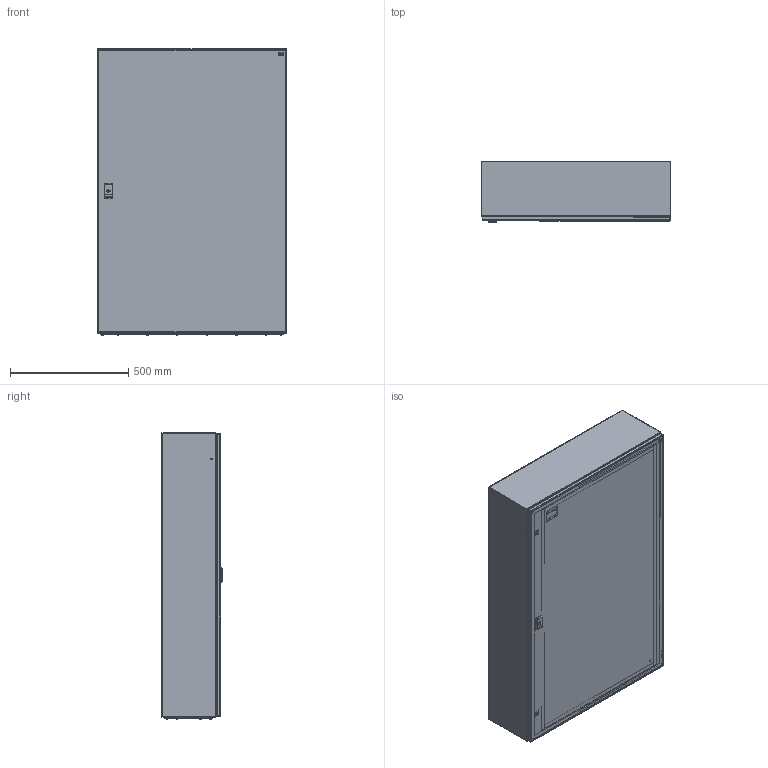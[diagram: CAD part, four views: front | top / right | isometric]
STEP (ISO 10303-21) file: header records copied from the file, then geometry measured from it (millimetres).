
FILE_DESCRIPTION((''),'2;1');
FILE_NAME('GT_120_80_25_ASM','2021-11-04T',('marketing.praksa'),('Audax d.o.o.'),'CREO PARAMETRIC BY PTC INC, 2017480','CREO PARAMETRIC BY PTC INC, 2017480','');
FILE_SCHEMA(('AUTOMOTIVE_DESIGN { 1 0 10303 214 1 1 1 1 }'));
Products named in the file (71): KOR_GT_120-80-25_1; PRZEPUST_1_2_3_4_5_6_7_8_9_1_27; ZAWIAS_1_2_3_4_5_6_7_8_9_10__16; TULEJA_1_2_3_4_5_6_7_8_9_10__16; PLYTA_1_2_3_4_5_6_7_8_9_10_1_16; NAKRETKA_M8_1_2_3_4_5_6_7_8__17; ZASLEPKA_10_7_1_2_3_4_5_6_7__17; ETI_LOGO_1_1_1_1_1_2_3_4_5_6_23; ETI_LOGO_2_1_1_1_1_2_3_4_5_6_23; ETI_LOGO_3_1_1_1_1_2_3_4_5_6_23; SCREWS_120_80_25_1_1; SCREWS_120_80_25_1_2; SCREWS_120_80_25_1_3; SCREWS_120_80_25_1_4; SCREWS_120_80_25_1_5; SCREWS_120_80_25_1_6; SCREWS_120_80_25_1_7; SCREWS_120_80_25_1_8; SCREWS_120_80_25_1_9; SCREWS_120_80_25_1_10; SCREWS_120_80_25_1_11; SCREWS_120_80_25_1_12; SCREWS_120_80_25_1_13; SCREWS_120_80_25_1_14; SCREWS_120_80_25_1_15; SCREWS_120_80_25_1_16; PRT0061_1; MANIFOLD_SOLID_BREP_55178_1; ZAWIAS_3_ST47_002_ELEMENT-55179; ZAWIAS_3_ST47_002_ELEMENT-55180; MANIFOLD_SOLID_BREP_55181_1; MANIFOLD_SOLID_BREP_55182_1; MANIFOLD_SOLID_BREP_55183_1; MANIFOLD_SOLID_BREP_55184_1; ZAWIAS_3_ST47_002_ELEMENT-55185; MANIFOLD_SOLID_BREP_55186_1; MANIFOLD_SOLID_BREP_55187_1; MANIFOLD_SOLID_BREP_55188_1; MANIFOLD_SOLID_BREP_55190_1; MANIFOLD_SOLID_BREP_55191_1_1 ...
Assembly tree (81 placements, depth 2):
  GT_120_80_25_ASM
    KOR_GT_120-80-25_1
    PRZEPUST_1_2_3_4_5_6_7_8_9_1_27
    ZAWIAS_1_2_3_4_5_6_7_8_9_10__16  x3
    TULEJA_1_2_3_4_5_6_7_8_9_10__16  x4
    PLYTA_1_2_3_4_5_6_7_8_9_10_1_16
    NAKRETKA_M8_1_2_3_4_5_6_7_8__17  x4
    ZASLEPKA_10_7_1_2_3_4_5_6_7__17  x4
    ETI_LOGO_1_1_1_1_1_2_3_4_5_6_23
    ETI_LOGO_2_1_1_1_1_2_3_4_5_6_23
    ETI_LOGO_3_1_1_1_1_2_3_4_5_6_23
    SCREWS_120_80_25_1_1
    SCREWS_120_80_25_1_2
    SCREWS_120_80_25_1_3
    SCREWS_120_80_25_1_4
    SCREWS_120_80_25_1_5
    SCREWS_120_80_25_1_6
    SCREWS_120_80_25_1_7
    SCREWS_120_80_25_1_8
    SCREWS_120_80_25_1_9
    SCREWS_120_80_25_1_10
    SCREWS_120_80_25_1_11
    SCREWS_120_80_25_1_12
    SCREWS_120_80_25_1_13
    SCREWS_120_80_25_1_14
    SCREWS_120_80_25_1_15
    SCREWS_120_80_25_1_16
    PRT0061_1
    MANIFOLD_SOLID_BREP_55178_1
    ZAWIAS_3_ST47_002_ELEMENT-55179
    ZAWIAS_3_ST47_002_ELEMENT-55180
    MANIFOLD_SOLID_BREP_55181_1
    MANIFOLD_SOLID_BREP_55182_1
    MANIFOLD_SOLID_BREP_55183_1
    MANIFOLD_SOLID_BREP_55184_1
    ZAWIAS_3_ST47_002_ELEMENT-55185
    MANIFOLD_SOLID_BREP_55186_1
    MANIFOLD_SOLID_BREP_55187_1
    MANIFOLD_SOLID_BREP_55188_1
    MANIFOLD_SOLID_BREP_55190_1
    MANIFOLD_SOLID_BREP_55191_1_1
    MANIFOLD_SOLID_BREP_55191_1_2
    MANIFOLD_SOLID_BREP_55191_1_3
    ANSI_B27_7M_3CMI-4-55192_1
    ANSI_B27_7M_3CMI-4-55193_1
    ANSI_B27_7M_3CMI-4-55194_1
    MANIFOLD_SOLID_BREP_55195_1
    MANIFOLD_SOLID_BREP_55196_1
    MANIFOLD_SOLID_BREP_55197_1
    MANIFOLD_SOLID_BREP_55198_1
    MANIFOLD_SOLID_BREP_55199_1
    MANIFOLD_SOLID_BREP_55200_1
    MANIFOLD_SOLID_BREP_55201_1
    MANIFOLD_SOLID_BREP_55202_1
    MANIFOLD_SOLID_BREP_55203_1
    MANIFOLD_SOLID_BREP_55204_1
    MANIFOLD_SOLID_BREP_55205_1
    MANIFOLD_SOLID_BREP_55206_1
    MANIFOLD_SOLID_BREP_55207_1
    MANIFOLD_SOLID_BREP_55208_1
Bounding box: 800 x 260.39 x 1208.44 mm (x, y, z)
Volume: 6674504 mm3; surface area: 8544178.4 mm2
Topology: 80 solids, 81 shells, 3738 faces, 10462 edges, 7045 vertices
Faces by surface type: plane 1662, cylinder 1504, torus 174, cone 142, extrusion 136, sphere 68, bspline 52
Entity records: 143384 total; most frequent: CARTESIAN_POINT 24954, DIRECTION 18263, ORIENTED_EDGE 17192, PRESENTATION_STYLE_ASSIGNMENT 9239, STYLED_ITEM 9239, CURVE_STYLE 8596, EDGE_CURVE 8596, AXIS2_PLACEMENT_3D 6903
